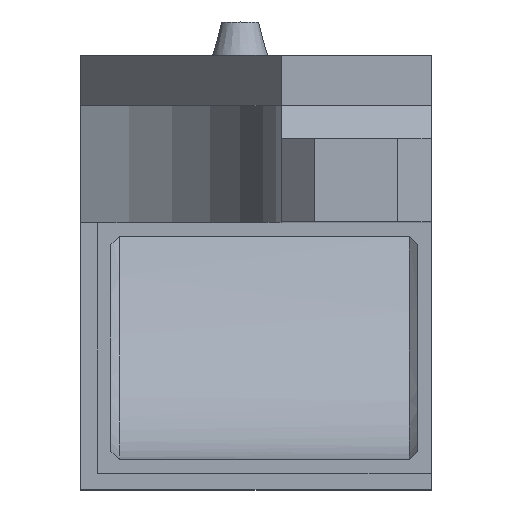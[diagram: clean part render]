
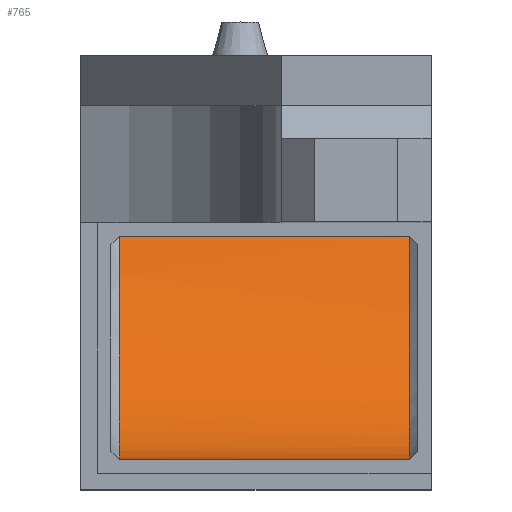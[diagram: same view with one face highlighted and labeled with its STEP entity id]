
A CAD part, top view. The second image highlights one B-rep face of the part: STEP entity #765.
In plain terms, the highlighted free-form (B-spline) face has degree [3, 1] with [7, 2] control points.
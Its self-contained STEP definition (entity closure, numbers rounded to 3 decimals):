
#28=B_SPLINE_SURFACE_WITH_KNOTS('',3,1,((#1318,#1319),(#1320,#1321),(#1322,
#1323),(#1324,#1325),(#1326,#1327),(#1328,#1329),(#1330,#1331)),
 .SURF_OF_LINEAR_EXTRUSION.,.F.,.F.,.F.,(4,1,1,1,4),(2,2),(0.,0.25,0.5,
0.75,1.),(0.,1.),.UNSPECIFIED.);
#47=B_SPLINE_CURVE_WITH_KNOTS('',3,(#1332,#1333,#1334,#1335,#1336,#1337,
#1338,#1339,#1340,#1341),.UNSPECIFIED.,.F.,.F.,(4,1,1,1,1,1,1,4),(0.,0.25,
0.5,0.625,0.75,0.875,0.938,1.),.UNSPECIFIED.);
#48=B_SPLINE_CURVE_WITH_KNOTS('',3,(#1342,#1343,#1344,#1345,#1346,#1347,
#1348,#1349,#1350,#1351),.UNSPECIFIED.,.F.,.F.,(4,1,1,1,1,1,1,4),(0.,
0.063,0.125,0.25,0.375,
0.5,0.75,1.),.UNSPECIFIED.);
#118=ORIENTED_EDGE('',*,*,#279,.T.);
#119=ORIENTED_EDGE('',*,*,#325,.T.);
#120=ORIENTED_EDGE('',*,*,#295,.F.);
#121=ORIENTED_EDGE('',*,*,#326,.T.);
#279=EDGE_CURVE('',#387,#388,#461,.T.);
#295=EDGE_CURVE('',#403,#404,#471,.T.);
#325=EDGE_CURVE('',#388,#404,#47,.F.);
#326=EDGE_CURVE('',#403,#387,#48,.F.);
#387=VERTEX_POINT('',#1074);
#388=VERTEX_POINT('',#1075);
#403=VERTEX_POINT('',#1124);
#404=VERTEX_POINT('',#1126);
#461=LINE('',#1073,#543);
#471=LINE('',#1125,#553);
#543=VECTOR('',#883,1000.);
#553=VECTOR('',#895,1000.);
#622=EDGE_LOOP('',(#118,#119,#120,#121));
#678=FACE_BOUND('',#622,.T.);
#765=ADVANCED_FACE('',(#678),#28,.T.);
#883=DIRECTION('',(1.,0.,0.));
#895=DIRECTION('',(1.,0.,0.));
#1073=CARTESIAN_POINT('',(66.7,-217.89,-286.502));
#1074=CARTESIAN_POINT('',(67.2,-217.89,-286.502));
#1075=CARTESIAN_POINT('',(84.6,-217.89,-286.502));
#1124=CARTESIAN_POINT('',(67.2,-194.87,-303.084));
#1125=CARTESIAN_POINT('',(66.7,-194.87,-303.084));
#1126=CARTESIAN_POINT('',(84.6,-194.87,-303.084));
#1318=CARTESIAN_POINT('',(67.2,-217.89,-286.502));
#1319=CARTESIAN_POINT('',(84.6,-217.89,-286.502));
#1320=CARTESIAN_POINT('',(67.2,-217.89,-288.197));
#1321=CARTESIAN_POINT('',(84.6,-217.89,-288.197));
#1322=CARTESIAN_POINT('',(67.2,-217.003,-291.367));
#1323=CARTESIAN_POINT('',(84.6,-217.003,-291.367));
#1324=CARTESIAN_POINT('',(67.2,-212.819,-295.784));
#1325=CARTESIAN_POINT('',(84.6,-212.819,-295.784));
#1326=CARTESIAN_POINT('',(67.2,-205.596,-299.753));
#1327=CARTESIAN_POINT('',(84.6,-205.596,-299.753));
#1328=CARTESIAN_POINT('',(67.2,-198.777,-302.037));
#1329=CARTESIAN_POINT('',(84.6,-198.777,-302.037));
#1330=CARTESIAN_POINT('',(67.2,-194.87,-303.084));
#1331=CARTESIAN_POINT('',(84.6,-194.87,-303.084));
#1332=CARTESIAN_POINT('',(84.6,-194.869,-303.08));
#1333=CARTESIAN_POINT('',(84.6,-197.299,-302.414));
#1334=CARTESIAN_POINT('',(84.6,-202.129,-300.973));
#1335=CARTESIAN_POINT('',(84.6,-207.946,-298.511));
#1336=CARTESIAN_POINT('',(84.6,-212.253,-295.874));
#1337=CARTESIAN_POINT('',(84.6,-215.146,-293.417));
#1338=CARTESIAN_POINT('',(84.6,-216.975,-290.8));
#1339=CARTESIAN_POINT('',(84.6,-217.765,-288.391));
#1340=CARTESIAN_POINT('',(84.6,-217.883,-287.131));
#1341=CARTESIAN_POINT('',(84.6,-217.894,-286.502));
#1342=CARTESIAN_POINT('',(67.2,-217.894,-286.502));
#1343=CARTESIAN_POINT('',(67.2,-217.883,-287.131));
#1344=CARTESIAN_POINT('',(67.2,-217.766,-288.391));
#1345=CARTESIAN_POINT('',(67.2,-216.975,-290.8));
#1346=CARTESIAN_POINT('',(67.2,-215.148,-293.414));
#1347=CARTESIAN_POINT('',(67.2,-212.253,-295.874));
#1348=CARTESIAN_POINT('',(67.2,-207.948,-298.51));
#1349=CARTESIAN_POINT('',(67.2,-202.129,-300.974));
#1350=CARTESIAN_POINT('',(67.2,-197.299,-302.414));
#1351=CARTESIAN_POINT('',(67.2,-194.869,-303.08));
